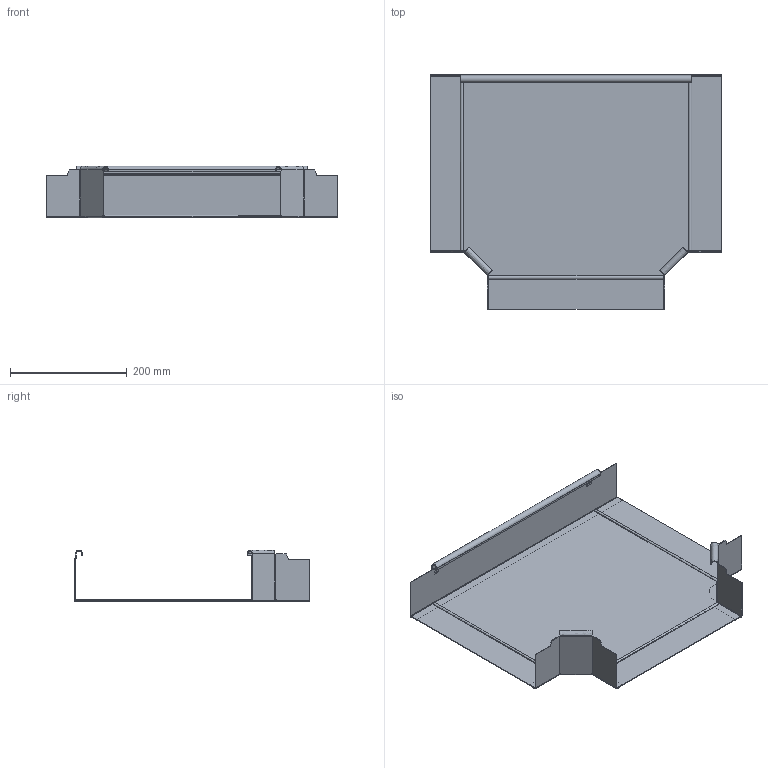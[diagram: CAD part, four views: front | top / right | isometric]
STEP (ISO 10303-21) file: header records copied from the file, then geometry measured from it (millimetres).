
FILE_DESCRIPTION(/* description */ (''),/* implementation_level */ '2;1');
FILE_NAME(/* name */ '6041684',/* time_stamp */ '2014-08-22T11:06:54+02:00',/* author */ (''),/* organization */ (''),/* preprocessor_version */ 'ST-DEVELOPER v15',/* originating_system */ '',/* authorisation */ '');
FILE_SCHEMA (('AUTOMOTIVE_DESIGN'));
Length unit declared in the file: millimetre
Products named in the file (2): Document; Block 01
Assembly tree (1 placements, depth 2):
  Document
    Block 01
Bounding box: 499.2 x 401.35 x 88 mm (x, y, z)
Volume: 296096.9 mm3; surface area: 544960.2 mm2
Topology: 2 solids, 4 shells, 464 faces, 1218 edges, 769 vertices
Faces by surface type: plane 284, bspline 180
Entity records: 18752 total; most frequent: CARTESIAN_POINT 10881, ORIENTED_EDGE 2404, EDGE_CURVE 1218, B_SPLINE_CURVE_WITH_KNOTS 1043, VERTEX_POINT 769, EDGE_LOOP 484, ADVANCED_FACE 464, FACE_OUTER_BOUND 464
